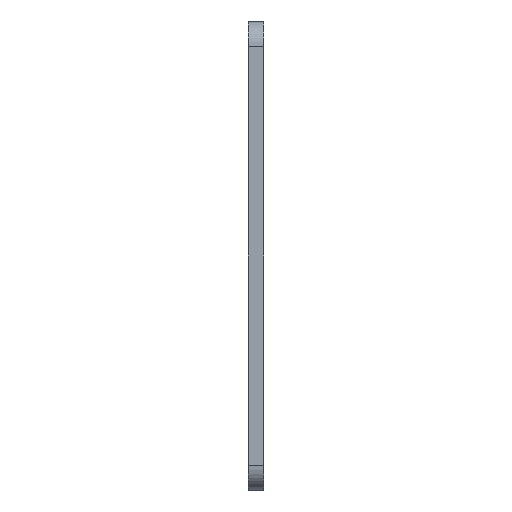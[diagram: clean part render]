
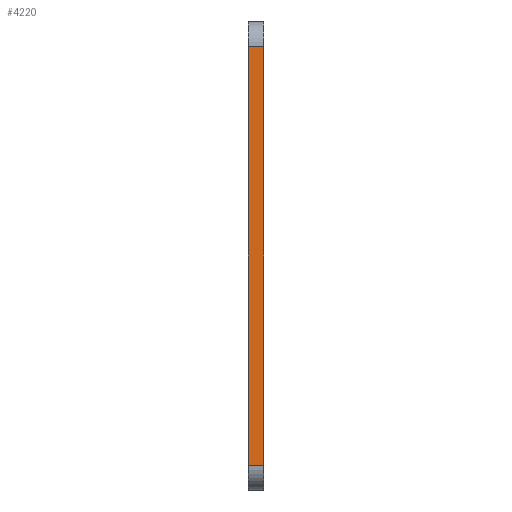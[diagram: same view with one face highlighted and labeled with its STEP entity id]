
A CAD part, left-side view. The second image highlights one B-rep face of the part: STEP entity #4220.
In plain terms, the highlighted planar face has unit normal (-1, 0, 0).
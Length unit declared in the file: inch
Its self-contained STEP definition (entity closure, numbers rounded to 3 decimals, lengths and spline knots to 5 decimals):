
#497 = CARTESIAN_POINT ( 'NONE',  ( -1.5, -0.03125, 0.85 ) ) ;
#545 = DIRECTION ( 'NONE',  ( 0., 0., 1. ) ) ;
#644 = LINE ( 'NONE', #4298, #2313 ) ;
#645 = ORIENTED_EDGE ( 'NONE', *, *, #1982, .T. ) ;
#669 = ORIENTED_EDGE ( 'NONE', *, *, #3445, .T. ) ;
#731 = DIRECTION ( 'NONE',  ( 0., 1., 0. ) ) ;
#810 = EDGE_LOOP ( 'NONE', ( #4186, #669, #645, #1944 ) ) ;
#1025 = VERTEX_POINT ( 'NONE', #497 ) ;
#1047 = CARTESIAN_POINT ( 'NONE',  ( -1.5, -0.03125, -0.95 ) ) ;
#1205 = EDGE_CURVE ( 'NONE', #1025, #3576, #644, .T. ) ;
#1217 = CARTESIAN_POINT ( 'NONE',  ( -1.5, 0.03125, -0.85 ) ) ;
#1352 = VECTOR ( 'NONE', #1946, 39.37008 ) ;
#1535 = EDGE_CURVE ( 'NONE', #2168, #3576, #1685, .T. ) ;
#1634 = PLANE ( 'NONE',  #4133 ) ;
#1640 = VECTOR ( 'NONE', #4120, 39.37008 ) ;
#1648 = CARTESIAN_POINT ( 'NONE',  ( -1.5, 0.03125, -0.95 ) ) ;
#1685 = LINE ( 'NONE', #3451, #1640 ) ;
#1944 = ORIENTED_EDGE ( 'NONE', *, *, #1205, .T. ) ;
#1946 = DIRECTION ( 'NONE',  ( 0., -1., 0. ) ) ;
#1979 = DIRECTION ( 'NONE',  ( 0., 0., -1. ) ) ;
#1982 = EDGE_CURVE ( 'NONE', #3872, #1025, #4065, .T. ) ;
#2168 = VERTEX_POINT ( 'NONE', #1217 ) ;
#2255 = VECTOR ( 'NONE', #545, 39.37008 ) ;
#2313 = VECTOR ( 'NONE', #731, 39.37008 ) ;
#2636 = CARTESIAN_POINT ( 'NONE',  ( -1.5, 0.03125, -0.85 ) ) ;
#2828 = CARTESIAN_POINT ( 'NONE',  ( -1.5, -0.03125, -0.85 ) ) ;
#3357 = CARTESIAN_POINT ( 'NONE',  ( -1.5, 0.03125, 0.85 ) ) ;
#3445 = EDGE_CURVE ( 'NONE', #2168, #3872, #3825, .T. ) ;
#3451 = CARTESIAN_POINT ( 'NONE',  ( -1.5, 0.03125, -0.95 ) ) ;
#3576 = VERTEX_POINT ( 'NONE', #3357 ) ;
#3786 = FACE_OUTER_BOUND ( 'NONE', #810, .T. ) ;
#3825 = LINE ( 'NONE', #2636, #1352 ) ;
#3872 = VERTEX_POINT ( 'NONE', #2828 ) ;
#4038 = DIRECTION ( 'NONE',  ( 1., 0., 0. ) ) ;
#4065 = LINE ( 'NONE', #1047, #2255 ) ;
#4120 = DIRECTION ( 'NONE',  ( 0., 0., 1. ) ) ;
#4133 = AXIS2_PLACEMENT_3D ( 'NONE', #1648, #4038, #1979 ) ;
#4186 = ORIENTED_EDGE ( 'NONE', *, *, #1535, .F. ) ;
#4220 = ADVANCED_FACE ( 'NONE', ( #3786 ), #1634, .F. ) ;
#4298 = CARTESIAN_POINT ( 'NONE',  ( -1.5, 0.03125, 0.85 ) ) ;
